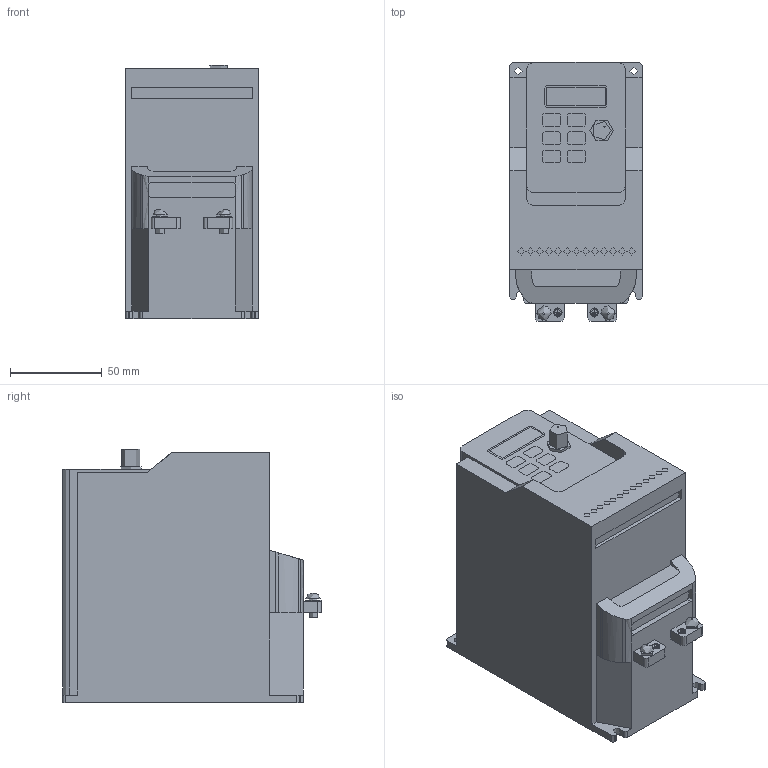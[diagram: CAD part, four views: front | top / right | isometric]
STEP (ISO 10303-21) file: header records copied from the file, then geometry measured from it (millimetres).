
FILE_DESCRIPTION(/* description */ (''),/* implementation_level */ '2;1');
FILE_NAME(/* name */ '3d_0_75kW200÷240VAC50_60Hz.stp',/* time_stamp */ '2014-12-23T14:30:09+01:00',/* author */ ('Andrzej'),/* organization */ (''),/* preprocessor_version */ 'ST-DEVELOPER v15.5',/* originating_system */ 'AutoCAD Mechanical',/* authorisation */ '');
FILE_SCHEMA (('AUTOMOTIVE_DESIGN { 1 0 10303 214 3 1 1 }'));
Length unit declared in the file: millimetre
Products named in the file (1): Product
Bounding box: 72 x 141 x 138 mm (x, y, z)
Volume: 1124202.1 mm3; surface area: 72614.1 mm2
Topology: 1 solids, 1 shells, 267 faces, 1240 edges, 1576 vertices
Faces by surface type: plane 173, cylinder 92, bspline 2
Full cylindrical faces by diameter (mm): 0.827 x1, 4 x13, 4.252 x2, 4.445 x2, 4.5 x4, 4.994 x2, 8.5 x2, 10.5 x1, 12.8 x1
Entity records: 12157 total; most frequent: CARTESIAN_POINT 3137, DIRECTION 2186, ORIENTED_EDGE 1256, LINE 764, VECTOR 764, AXIS2_PLACEMENT_3D 711, EDGE_CURVE 628, TRIMMED_CURVE 583
